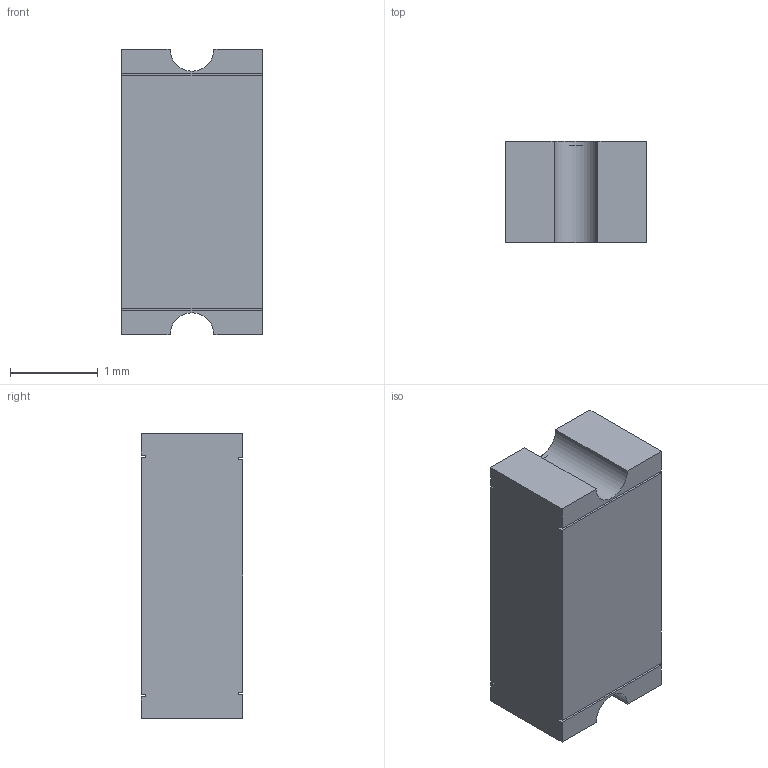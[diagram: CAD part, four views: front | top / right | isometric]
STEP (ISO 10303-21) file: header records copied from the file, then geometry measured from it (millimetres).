
FILE_DESCRIPTION((''),'2;1');
FILE_NAME('MF-NSMF200','2012-07-24T',('ryans'),('Bourns, Inc.'),'PRO/ENGINEER BY PARAMETRIC TECHNOLOGY CORPORATION, 2010100','PRO/ENGINEER BY PARAMETRIC TECHNOLOGY CORPORATION, 2010100','');
FILE_SCHEMA(('CONFIG_CONTROL_DESIGN'));
Length unit declared in the file: millimetre
Products named in the file (1): MF-NSMF200
Bounding box: 1.6 x 1.15 x 3.25 mm (x, y, z)
Volume: 5.7 mm3; surface area: 22.4 mm2
Topology: 1 solids, 1 shells, 28 faces, 76 edges, 50 vertices
Faces by surface type: plane 26, cylinder 2
Entity records: 908 total; most frequent: CARTESIAN_POINT 154, ORIENTED_EDGE 152, DIRECTION 138, EDGE_CURVE 76, VECTOR 70, LINE 70, VERTEX_POINT 50, AXIS2_PLACEMENT_3D 34
